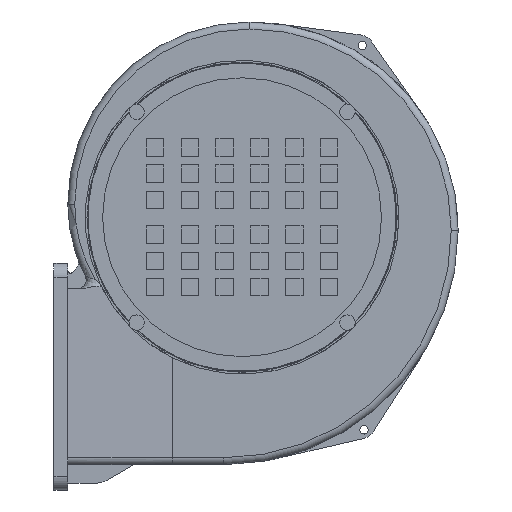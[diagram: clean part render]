
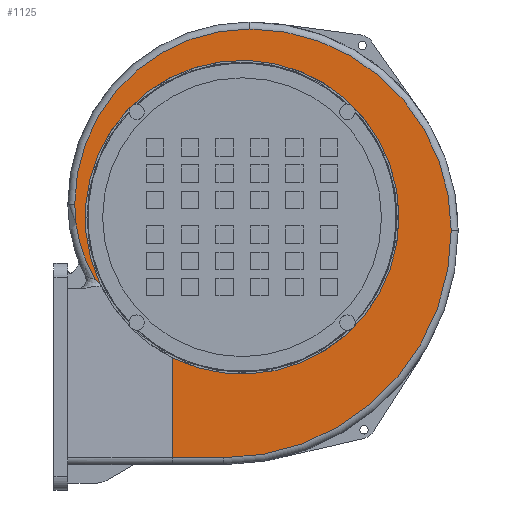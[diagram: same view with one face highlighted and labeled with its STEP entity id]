
A CAD part, left-side view. The second image highlights one B-rep face of the part: STEP entity #1125.
In plain terms, the highlighted planar face has unit normal (-1, 0, 0).
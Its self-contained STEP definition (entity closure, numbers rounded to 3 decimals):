
#215=CARTESIAN_POINT('',(-298.5,84.107,-36.));
#216=VERTEX_POINT('',#215);
#217=CARTESIAN_POINT('',(-298.5,81.565,-38.041));
#218=VERTEX_POINT('',#217);
#219=CARTESIAN_POINT('',(-298.5,84.107,-36.));
#220=CARTESIAN_POINT('',(-298.5,84.101,-36.005));
#221=CARTESIAN_POINT('',(-298.5,84.095,-36.01));
#222=CARTESIAN_POINT('',(-298.5,83.261,-36.708));
#223=CARTESIAN_POINT('',(-298.5,82.421,-37.401));
#224=CARTESIAN_POINT('',(-298.5,81.565,-38.041));
#225=B_SPLINE_CURVE_WITH_KNOTS('',3,(#219,#220,#221,#222,#223,#224),.UNSPECIFIED.,.F.,.U.,(4,2,4),(-0.002,0.0,0.324),.UNSPECIFIED.);
#226=EDGE_CURVE('',#216,#218,#225,.T.);
#515=CARTESIAN_POINT('',(-298.5,96.,7.5));
#516=VERTEX_POINT('',#515);
#517=CARTESIAN_POINT('',(-298.5,10.5,7.5));
#518=DIRECTION('',(1.,0.,0.));
#519=DIRECTION('',(0.,0.815,-0.579));
#520=AXIS2_PLACEMENT_3D('',#517,#518,#519);
#521=CIRCLE('',#520,85.5);
#522=EDGE_CURVE('',#216,#516,#521,.T.);
#1066=CARTESIAN_POINT('',(-298.5,-10.918,-13.774));
#1067=DIRECTION('',(-1.0,0.0,0.0));
#1068=DIRECTION('',(0.0,-1.0,0.0));
#1069=AXIS2_PLACEMENT_3D('',#1066,#1067,#1068);
#1070=PLANE('',#1069);
#1071=ORIENTED_EDGE('',*,*,#226,.T.);
#1072=CARTESIAN_POINT('',(-298.5,40.,-80.623));
#1073=VERTEX_POINT('',#1072);
#1074=CARTESIAN_POINT('',(-298.5,0.,0.));
#1075=DIRECTION('',(1.0,0.0,0.0));
#1076=DIRECTION('',(0.0,1.0,0.0));
#1077=AXIS2_PLACEMENT_3D('',#1074,#1075,#1076);
#1078=CIRCLE('',#1077,90.0);
#1079=EDGE_CURVE('',#218,#1073,#1078,.T.);
#1080=ORIENTED_EDGE('',*,*,#1079,.T.);
#1081=CARTESIAN_POINT('',(-298.5,40.,-138.));
#1082=VERTEX_POINT('',#1081);
#1083=CARTESIAN_POINT('',(-298.5,40.,-138.));
#1084=DIRECTION('',(0.0,0.0,1.0));
#1085=VECTOR('',#1084,57.377);
#1086=LINE('',#1083,#1085);
#1087=EDGE_CURVE('',#1082,#1073,#1086,.T.);
#1088=ORIENTED_EDGE('',*,*,#1087,.F.);
#1089=CARTESIAN_POINT('',(-298.5,10.5,-138.));
#1090=VERTEX_POINT('',#1089);
#1091=CARTESIAN_POINT('',(-298.5,10.5,-138.));
#1092=DIRECTION('',(0.0,1.0,0.0));
#1093=VECTOR('',#1092,29.5);
#1094=LINE('',#1091,#1093);
#1095=EDGE_CURVE('',#1090,#1082,#1094,.T.);
#1096=ORIENTED_EDGE('',*,*,#1095,.F.);
#1097=CARTESIAN_POINT('',(-298.5,-120.,-7.5));
#1098=VERTEX_POINT('',#1097);
#1099=CARTESIAN_POINT('',(-298.5,10.5,-7.5));
#1100=DIRECTION('',(1.0,0.,0.));
#1101=DIRECTION('',(0.,-0.707,-0.707));
#1102=AXIS2_PLACEMENT_3D('',#1099,#1100,#1101);
#1103=CIRCLE('',#1102,130.5);
#1104=EDGE_CURVE('',#1098,#1090,#1103,.T.);
#1105=ORIENTED_EDGE('',*,*,#1104,.F.);
#1106=CARTESIAN_POINT('',(-298.5,-4.5,108.));
#1107=VERTEX_POINT('',#1106);
#1108=CARTESIAN_POINT('',(-298.5,-4.5,-7.5));
#1109=DIRECTION('',(1.,0.,0.));
#1110=DIRECTION('',(0.,-0.707,0.707));
#1111=AXIS2_PLACEMENT_3D('',#1108,#1109,#1110);
#1112=CIRCLE('',#1111,115.5);
#1113=EDGE_CURVE('',#1107,#1098,#1112,.T.);
#1114=ORIENTED_EDGE('',*,*,#1113,.F.);
#1115=CARTESIAN_POINT('',(-298.5,-4.5,7.5));
#1116=DIRECTION('',(1.0,0.,0.));
#1117=DIRECTION('',(0.,0.707,0.707));
#1118=AXIS2_PLACEMENT_3D('',#1115,#1116,#1117);
#1119=CIRCLE('',#1118,100.5);
#1120=EDGE_CURVE('',#516,#1107,#1119,.T.);
#1121=ORIENTED_EDGE('',*,*,#1120,.F.);
#1122=ORIENTED_EDGE('',*,*,#522,.F.);
#1123=EDGE_LOOP('',(#1071,#1080,#1088,#1096,#1105,#1114,#1121,#1122));
#1124=FACE_OUTER_BOUND('',#1123,.T.);
#1125=ADVANCED_FACE('',(#1124),#1070,.T.);
